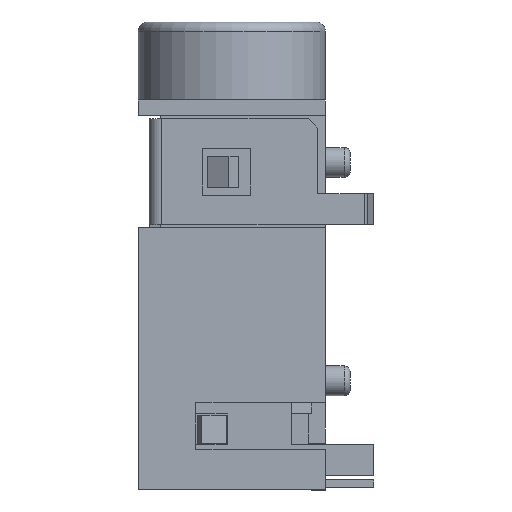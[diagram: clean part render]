
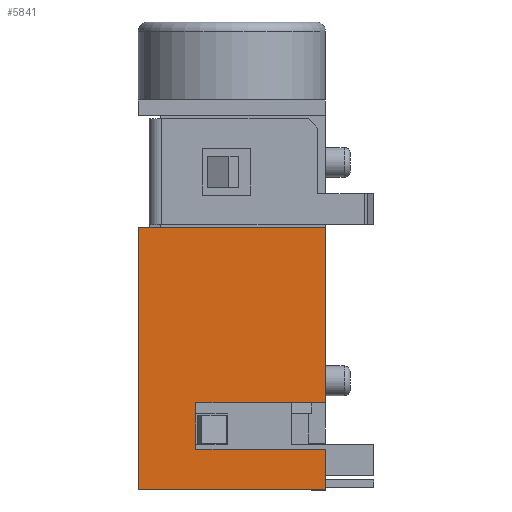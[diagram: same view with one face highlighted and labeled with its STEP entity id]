
A CAD part, left-side view. The second image highlights one B-rep face of the part: STEP entity #5841.
In plain terms, the highlighted planar face has unit normal (-1, 0, 0).
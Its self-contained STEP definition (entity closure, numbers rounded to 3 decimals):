
#248=PLANE('',#6220);
#543=FACE_OUTER_BOUND('',#877,.T.);
#877=EDGE_LOOP('',(#5029,#5030,#5031,#5032,#5033,#5034,#5035,#5036));
#1393=LINE('',#9602,#2122);
#1477=LINE('',#9768,#2206);
#1491=LINE('',#9792,#2220);
#1500=LINE('',#9810,#2229);
#1502=LINE('',#9814,#2231);
#1504=LINE('',#9817,#2233);
#1506=LINE('',#9820,#2235);
#1507=LINE('',#9821,#2236);
#2122=VECTOR('',#7204,1000.);
#2206=VECTOR('',#7336,1000.);
#2220=VECTOR('',#7350,1000.);
#2229=VECTOR('',#7365,1000.);
#2231=VECTOR('',#7369,1000.);
#2233=VECTOR('',#7373,1000.);
#2235=VECTOR('',#7377,1000.);
#2236=VECTOR('',#7378,1000.);
#2855=VERTEX_POINT('',#9599);
#2856=VERTEX_POINT('',#9601);
#2913=VERTEX_POINT('',#9766);
#2914=VERTEX_POINT('',#9767);
#2923=VERTEX_POINT('',#9789);
#2924=VERTEX_POINT('',#9791);
#2930=VERTEX_POINT('',#9809);
#2931=VERTEX_POINT('',#9813);
#3559=EDGE_CURVE('',#2855,#2856,#1393,.T.);
#3643=EDGE_CURVE('',#2913,#2914,#1477,.T.);
#3657=EDGE_CURVE('',#2923,#2924,#1491,.T.);
#3666=EDGE_CURVE('',#2930,#2913,#1500,.T.);
#3668=EDGE_CURVE('',#2931,#2930,#1502,.T.);
#3670=EDGE_CURVE('',#2924,#2931,#1504,.T.);
#3672=EDGE_CURVE('',#2855,#2914,#1506,.T.);
#3673=EDGE_CURVE('',#2923,#2856,#1507,.T.);
#5029=ORIENTED_EDGE('',*,*,#3559,.F.);
#5030=ORIENTED_EDGE('',*,*,#3672,.T.);
#5031=ORIENTED_EDGE('',*,*,#3643,.F.);
#5032=ORIENTED_EDGE('',*,*,#3666,.F.);
#5033=ORIENTED_EDGE('',*,*,#3668,.F.);
#5034=ORIENTED_EDGE('',*,*,#3670,.F.);
#5035=ORIENTED_EDGE('',*,*,#3657,.F.);
#5036=ORIENTED_EDGE('',*,*,#3673,.T.);
#5841=ADVANCED_FACE('',(#543),#248,.T.);
#6220=AXIS2_PLACEMENT_3D('',#9819,#7375,#7376);
#7204=DIRECTION('',(0.,0.,1.));
#7336=DIRECTION('',(0.,0.,-1.));
#7350=DIRECTION('',(0.,0.,-1.));
#7365=DIRECTION('',(0.,-1.,0.));
#7369=DIRECTION('',(0.,0.,-1.));
#7373=DIRECTION('',(0.,1.,0.));
#7375=DIRECTION('center_axis',(-1.,0.,0.));
#7376=DIRECTION('ref_axis',(0.,0.,1.));
#7377=DIRECTION('',(0.,-1.,0.));
#7378=DIRECTION('',(0.,1.,0.));
#9599=CARTESIAN_POINT('',(-3.5,6.,-6.25));
#9601=CARTESIAN_POINT('',(-3.5,6.,2.15));
#9602=CARTESIAN_POINT('',(-3.5,6.,-2.05));
#9766=CARTESIAN_POINT('',(-3.5,0.,-4.95));
#9767=CARTESIAN_POINT('',(-3.5,0.,-6.25));
#9768=CARTESIAN_POINT('',(-3.5,0.,0.));
#9789=CARTESIAN_POINT('',(-3.5,0.,2.15));
#9791=CARTESIAN_POINT('',(-3.5,0.,-3.45));
#9792=CARTESIAN_POINT('',(-3.5,0.,0.));
#9809=CARTESIAN_POINT('',(-3.5,4.15,-4.95));
#9810=CARTESIAN_POINT('',(-3.5,2.075,-4.95));
#9813=CARTESIAN_POINT('',(-3.5,4.15,-3.45));
#9814=CARTESIAN_POINT('',(-3.5,4.15,-4.2));
#9817=CARTESIAN_POINT('',(-3.5,2.075,-3.45));
#9819=CARTESIAN_POINT('Origin',(-3.5,-0.001,-6.251));
#9820=CARTESIAN_POINT('',(-3.5,3.,-6.25));
#9821=CARTESIAN_POINT('',(-3.5,3.,2.15));
